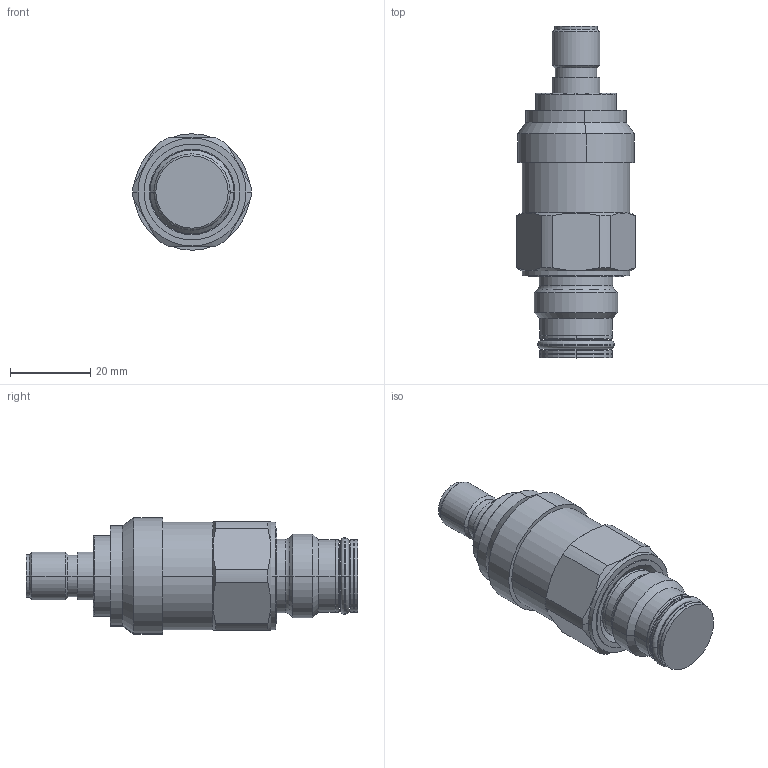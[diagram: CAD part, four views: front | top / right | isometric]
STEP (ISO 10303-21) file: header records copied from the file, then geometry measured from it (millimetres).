
FILE_DESCRIPTION (( 'STEP AP214' ), '1' );
FILE_NAME ('M91938_defeature_.STEP', '2022-03-25T10:46:24', ( '' ), ( '' ), 'SwSTEP 2.0', 'SolidWorks 2021', '' );
FILE_SCHEMA (( 'AUTOMOTIVE_DESIGN' ));
Length unit declared in the file: millimetre
Products named in the file (1): M91938_defeature_
Bounding box: 29.5 x 82.7 x 29 mm (x, y, z)
Volume: 32900.9 mm3; surface area: 8094.1 mm2
Topology: 1 solids, 1 shells, 266 faces, 599 edges, 378 vertices
Faces by surface type: plane 150, cylinder 56, torus 30, cone 28, bspline 2
Entity records: 10499 total; most frequent: CARTESIAN_POINT 1472, DIRECTION 1313, ORIENTED_EDGE 1198, EDGE_CURVE 599, AXIS2_PLACEMENT_3D 463, VECTOR 387, LINE 387, VERTEX_POINT 378
